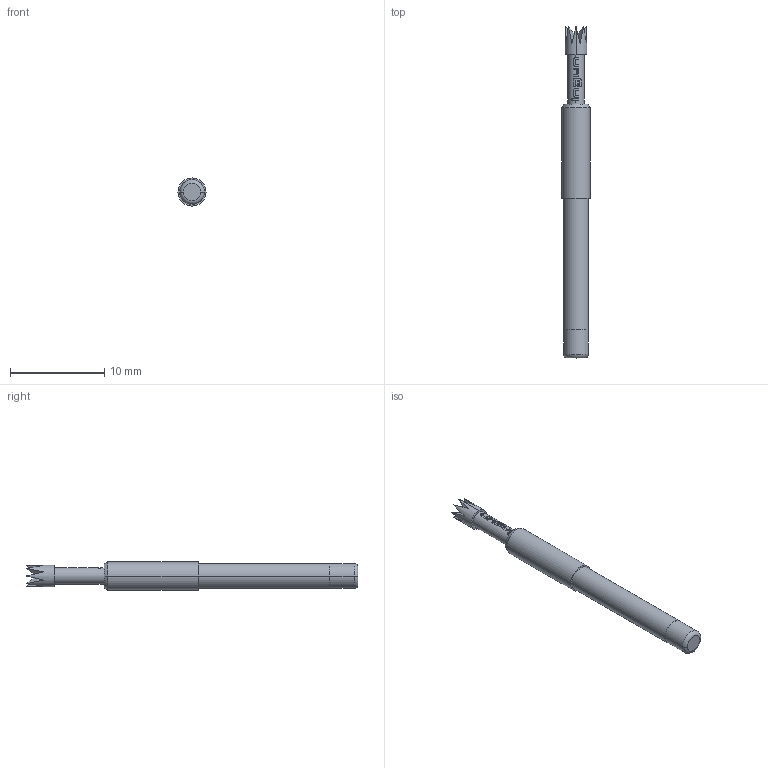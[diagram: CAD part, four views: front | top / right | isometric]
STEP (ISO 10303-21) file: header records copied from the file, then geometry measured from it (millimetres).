
FILE_DESCRIPTION (( 'STEP AP203' ), '1' );
FILE_NAME ('INGUN_GKS-113_288_230_A_xx10.STEP', '2020-09-09T11:30:13', ( '' ), ( '' ), 'SwSTEP 2.0', 'SolidWorks 2018', '' );
FILE_SCHEMA (( 'CONFIG_CONTROL_DESIGN' ));
Length unit declared in the file: millimetre
Products named in the file (1): INGUN_GKS-113_288_230_A_xx10
Bounding box: 3 x 35.3 x 3 mm (x, y, z)
Volume: 185.4 mm3; surface area: 308.6 mm2
Topology: 1 solids, 1 shells, 116 faces, 308 edges, 199 vertices
Faces by surface type: bspline 53, plane 30, cylinder 29, cone 2, torus 2
Entity records: 4835 total; most frequent: CARTESIAN_POINT 2509, ORIENTED_EDGE 616, EDGE_CURVE 308, DIRECTION 222, B_SPLINE_CURVE_WITH_KNOTS 222, VERTEX_POINT 199, EDGE_LOOP 121, FACE_OUTER_BOUND 116
